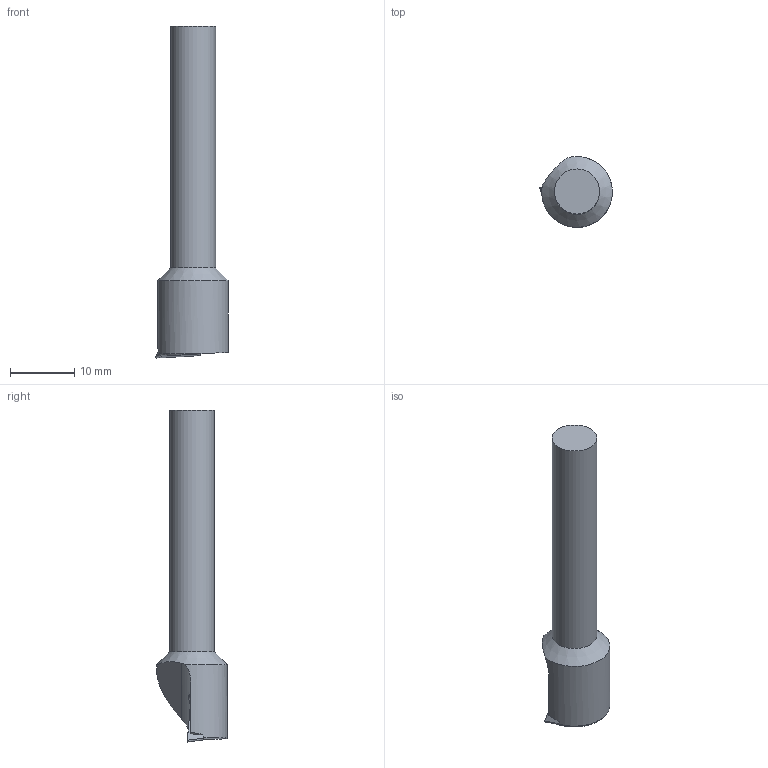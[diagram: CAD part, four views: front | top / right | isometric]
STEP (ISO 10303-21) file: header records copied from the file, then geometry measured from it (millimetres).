
FILE_DESCRIPTION((''),'1');
FILE_NAME('ST7W-EB12-30.stp','2022-09-27T00:37:20',(''),(''),'Spatial Interop R21 SP3','Kubotek KeyCreator 2011 V10.0.2 (22737)',' ');
FILE_SCHEMA(('automotive_design'));
Length unit declared in the file: millimetre
Products named in the file (2): 241[3]; 240[2]
Bounding box: 11.31 x 11 x 51.61 mm (x, y, z)
Volume: 2292.8 mm3; surface area: 1477.5 mm2
Topology: 2 solids, 2 shells, 33 faces, 91 edges, 62 vertices
Faces by surface type: plane 21, cylinder 9, cone 2, torus 1
Full cylindrical faces by diameter (mm): 2.3 x1, 7 x1
Entity records: 2133 total; most frequent: CARTESIAN_POINT 294, PRESENTATION_STYLE_ASSIGNMENT 192, COLOUR_RGB 192, ORIENTED_EDGE 170, STYLED_ITEM 157, DIRECTION 147, CURVE_STYLE 120, DRAUGHTING_PRE_DEFINED_CURVE_FONT 120
